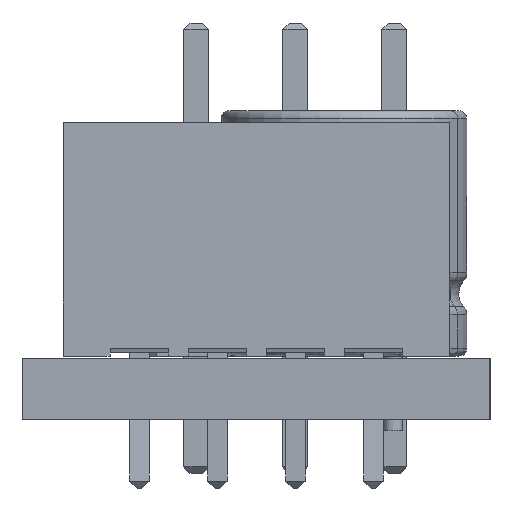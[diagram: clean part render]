
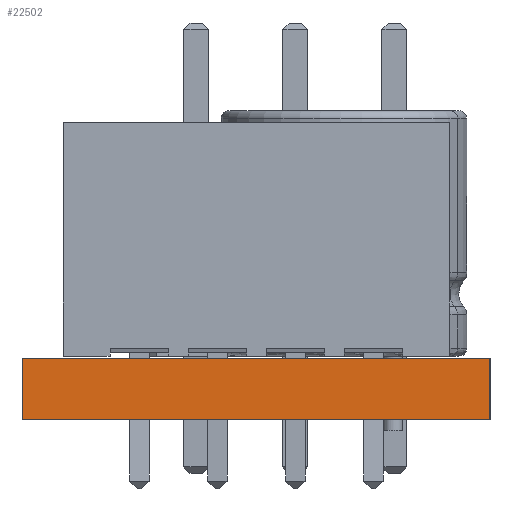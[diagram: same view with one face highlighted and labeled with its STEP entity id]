
A CAD part, left-side view. The second image highlights one B-rep face of the part: STEP entity #22502.
In plain terms, the highlighted planar face has unit normal (-1, 0, 0).
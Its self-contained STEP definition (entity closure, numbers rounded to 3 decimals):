
#22321 = PLANE('',#22322);
#22322 = AXIS2_PLACEMENT_3D('',#22323,#22324,#22325);
#22323 = CARTESIAN_POINT('',(215.,-140.,0.));
#22324 = DIRECTION('',(0.,-1.,0.));
#22325 = DIRECTION('',(-1.,0.,0.));
#22346 = VERTEX_POINT('',#22347);
#22347 = CARTESIAN_POINT('',(190.,-140.,1.58));
#22361 = PLANE('',#22362);
#22362 = AXIS2_PLACEMENT_3D('',#22363,#22364,#22365);
#22363 = CARTESIAN_POINT('',(202.5,-134.,1.58));
#22364 = DIRECTION('',(-0.,-0.,-1.));
#22365 = DIRECTION('',(-1.,0.,0.));
#22373 = EDGE_CURVE('',#22374,#22346,#22376,.T.);
#22374 = VERTEX_POINT('',#22375);
#22375 = CARTESIAN_POINT('',(190.,-140.,0.));
#22376 = SURFACE_CURVE('',#22377,(#22381,#22388),.PCURVE_S1.);
#22377 = LINE('',#22378,#22379);
#22378 = CARTESIAN_POINT('',(190.,-140.,0.));
#22379 = VECTOR('',#22380,1.);
#22380 = DIRECTION('',(0.,0.,1.));
#22381 = PCURVE('',#22321,#22382);
#22382 = DEFINITIONAL_REPRESENTATION('',(#22383),#22387);
#22383 = LINE('',#22384,#22385);
#22384 = CARTESIAN_POINT('',(25.,0.));
#22385 = VECTOR('',#22386,1.);
#22386 = DIRECTION('',(0.,-1.));
#22387 = ( GEOMETRIC_REPRESENTATION_CONTEXT(2) 
PARAMETRIC_REPRESENTATION_CONTEXT() REPRESENTATION_CONTEXT('2D SPACE',''
  ) );
#22388 = PCURVE('',#22389,#22394);
#22389 = PLANE('',#22390);
#22390 = AXIS2_PLACEMENT_3D('',#22391,#22392,#22393);
#22391 = CARTESIAN_POINT('',(190.,-140.,0.));
#22392 = DIRECTION('',(-1.,0.,0.));
#22393 = DIRECTION('',(0.,1.,0.));
#22394 = DEFINITIONAL_REPRESENTATION('',(#22395),#22399);
#22395 = LINE('',#22396,#22397);
#22396 = CARTESIAN_POINT('',(0.,0.));
#22397 = VECTOR('',#22398,1.);
#22398 = DIRECTION('',(0.,-1.));
#22399 = ( GEOMETRIC_REPRESENTATION_CONTEXT(2) 
PARAMETRIC_REPRESENTATION_CONTEXT() REPRESENTATION_CONTEXT('2D SPACE',''
  ) );
#22415 = PLANE('',#22416);
#22416 = AXIS2_PLACEMENT_3D('',#22417,#22418,#22419);
#22417 = CARTESIAN_POINT('',(202.5,-134.,0.));
#22418 = DIRECTION('',(-0.,-0.,-1.));
#22419 = DIRECTION('',(-1.,0.,0.));
#22448 = PLANE('',#22449);
#22449 = AXIS2_PLACEMENT_3D('',#22450,#22451,#22452);
#22450 = CARTESIAN_POINT('',(190.,-128.,0.));
#22451 = DIRECTION('',(0.,1.,0.));
#22452 = DIRECTION('',(1.,0.,0.));
#22502 = ADVANCED_FACE('',(#22503),#22389,.T.);
#22503 = FACE_BOUND('',#22504,.T.);
#22504 = EDGE_LOOP('',(#22505,#22506,#22529,#22552));
#22505 = ORIENTED_EDGE('',*,*,#22373,.T.);
#22506 = ORIENTED_EDGE('',*,*,#22507,.T.);
#22507 = EDGE_CURVE('',#22346,#22508,#22510,.T.);
#22508 = VERTEX_POINT('',#22509);
#22509 = CARTESIAN_POINT('',(190.,-128.,1.58));
#22510 = SURFACE_CURVE('',#22511,(#22515,#22522),.PCURVE_S1.);
#22511 = LINE('',#22512,#22513);
#22512 = CARTESIAN_POINT('',(190.,-140.,1.58));
#22513 = VECTOR('',#22514,1.);
#22514 = DIRECTION('',(0.,1.,0.));
#22515 = PCURVE('',#22389,#22516);
#22516 = DEFINITIONAL_REPRESENTATION('',(#22517),#22521);
#22517 = LINE('',#22518,#22519);
#22518 = CARTESIAN_POINT('',(0.,-1.58));
#22519 = VECTOR('',#22520,1.);
#22520 = DIRECTION('',(1.,0.));
#22521 = ( GEOMETRIC_REPRESENTATION_CONTEXT(2) 
PARAMETRIC_REPRESENTATION_CONTEXT() REPRESENTATION_CONTEXT('2D SPACE',''
  ) );
#22522 = PCURVE('',#22361,#22523);
#22523 = DEFINITIONAL_REPRESENTATION('',(#22524),#22528);
#22524 = LINE('',#22525,#22526);
#22525 = CARTESIAN_POINT('',(12.5,-6.));
#22526 = VECTOR('',#22527,1.);
#22527 = DIRECTION('',(0.,1.));
#22528 = ( GEOMETRIC_REPRESENTATION_CONTEXT(2) 
PARAMETRIC_REPRESENTATION_CONTEXT() REPRESENTATION_CONTEXT('2D SPACE',''
  ) );
#22529 = ORIENTED_EDGE('',*,*,#22530,.F.);
#22530 = EDGE_CURVE('',#22531,#22508,#22533,.T.);
#22531 = VERTEX_POINT('',#22532);
#22532 = CARTESIAN_POINT('',(190.,-128.,0.));
#22533 = SURFACE_CURVE('',#22534,(#22538,#22545),.PCURVE_S1.);
#22534 = LINE('',#22535,#22536);
#22535 = CARTESIAN_POINT('',(190.,-128.,0.));
#22536 = VECTOR('',#22537,1.);
#22537 = DIRECTION('',(0.,0.,1.));
#22538 = PCURVE('',#22389,#22539);
#22539 = DEFINITIONAL_REPRESENTATION('',(#22540),#22544);
#22540 = LINE('',#22541,#22542);
#22541 = CARTESIAN_POINT('',(12.,0.));
#22542 = VECTOR('',#22543,1.);
#22543 = DIRECTION('',(0.,-1.));
#22544 = ( GEOMETRIC_REPRESENTATION_CONTEXT(2) 
PARAMETRIC_REPRESENTATION_CONTEXT() REPRESENTATION_CONTEXT('2D SPACE',''
  ) );
#22545 = PCURVE('',#22448,#22546);
#22546 = DEFINITIONAL_REPRESENTATION('',(#22547),#22551);
#22547 = LINE('',#22548,#22549);
#22548 = CARTESIAN_POINT('',(0.,0.));
#22549 = VECTOR('',#22550,1.);
#22550 = DIRECTION('',(0.,-1.));
#22551 = ( GEOMETRIC_REPRESENTATION_CONTEXT(2) 
PARAMETRIC_REPRESENTATION_CONTEXT() REPRESENTATION_CONTEXT('2D SPACE',''
  ) );
#22552 = ORIENTED_EDGE('',*,*,#22553,.F.);
#22553 = EDGE_CURVE('',#22374,#22531,#22554,.T.);
#22554 = SURFACE_CURVE('',#22555,(#22559,#22566),.PCURVE_S1.);
#22555 = LINE('',#22556,#22557);
#22556 = CARTESIAN_POINT('',(190.,-140.,0.));
#22557 = VECTOR('',#22558,1.);
#22558 = DIRECTION('',(0.,1.,0.));
#22559 = PCURVE('',#22389,#22560);
#22560 = DEFINITIONAL_REPRESENTATION('',(#22561),#22565);
#22561 = LINE('',#22562,#22563);
#22562 = CARTESIAN_POINT('',(0.,0.));
#22563 = VECTOR('',#22564,1.);
#22564 = DIRECTION('',(1.,0.));
#22565 = ( GEOMETRIC_REPRESENTATION_CONTEXT(2) 
PARAMETRIC_REPRESENTATION_CONTEXT() REPRESENTATION_CONTEXT('2D SPACE',''
  ) );
#22566 = PCURVE('',#22415,#22567);
#22567 = DEFINITIONAL_REPRESENTATION('',(#22568),#22572);
#22568 = LINE('',#22569,#22570);
#22569 = CARTESIAN_POINT('',(12.5,-6.));
#22570 = VECTOR('',#22571,1.);
#22571 = DIRECTION('',(0.,1.));
#22572 = ( GEOMETRIC_REPRESENTATION_CONTEXT(2) 
PARAMETRIC_REPRESENTATION_CONTEXT() REPRESENTATION_CONTEXT('2D SPACE',''
  ) );
